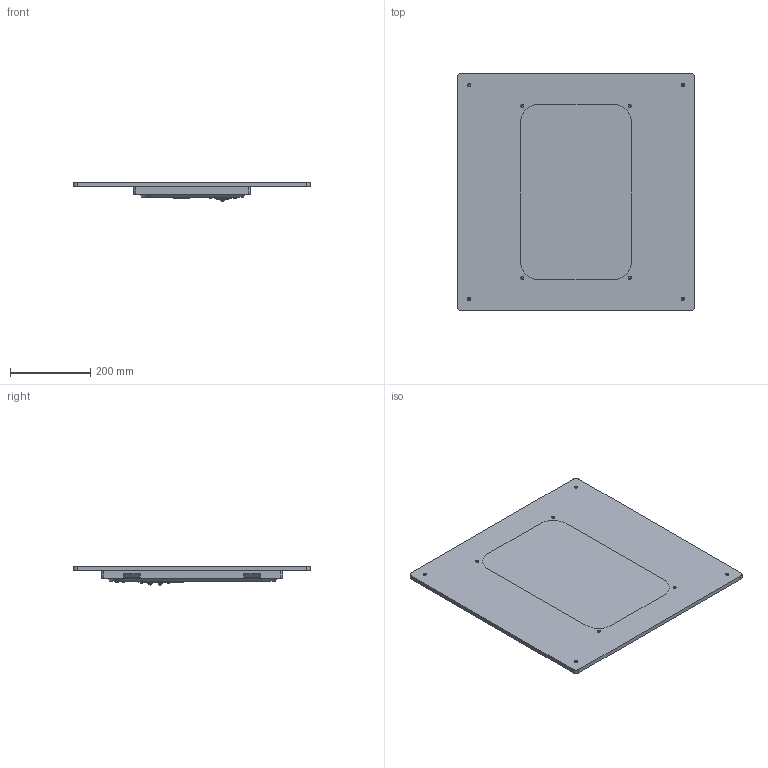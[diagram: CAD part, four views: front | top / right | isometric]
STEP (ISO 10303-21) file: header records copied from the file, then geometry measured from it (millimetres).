
FILE_DESCRIPTION (( 'STEP AP203' ), '1' );
FILE_NAME ('MISTI PS.STEP', '2024-08-14T09:31:12', ( '' ), ( '' ), 'SwSTEP 2.0', 'SolidWorks 2024', '' );
FILE_SCHEMA (( 'CONFIG_CONTROL_DESIGN' ));
Length unit declared in the file: millimetre
Products named in the file (14): 1Экс Низ.; резьбовая заклепка; Адаптер; корпус мембраны; кольцо стеклотекст; мембрана; резьбовая вставка; MISTI PS; hex tapping screws_iso_Tapping Screw ISO 14585 - ST3.5 x 9.5-C-N; Терминал WTB-O60N; Крышка Коннектора; задник; винт мебельный 6_25; hex socket head screws_iso_ISO 14586 - ST3.5 x 22-C-N
Assembly tree (46 placements, depth 2):
  MISTI PS
    задник
    корпус мембраны
    мембрана
    Крышка Коннектора
    1Экс Низ.
    Терминал WTB-O60N
    резьбовая заклепка  x4
    hex tapping screws_iso_Tapping Screw ISO 14585 - ST3.5 x 9.5-C-N  x18
    кольцо стеклотекст
    hex socket head screws_iso_ISO 14586 - ST3.5 x 22-C-N  x4
    резьбовая вставка  x8
    винт мебельный 6_25  x4
    Адаптер
Bounding box: 590 x 590 x 46.59 mm (x, y, z)
Volume: 3774386 mm3; surface area: 1325105.5 mm2
Topology: 47 solids, 48 shells, 1828 faces, 4192 edges, 2527 vertices
Faces by surface type: plane 763, cylinder 622, cone 271, torus 92, bspline 44, sphere 36
Entity records: 34493 total; most frequent: DIRECTION 5975, CARTESIAN_POINT 5566, ORIENTED_EDGE 5240, EDGE_CURVE 2620, AXIS2_PLACEMENT_3D 2276, VERTEX_POINT 1651, VECTOR 1423, LINE 1423
